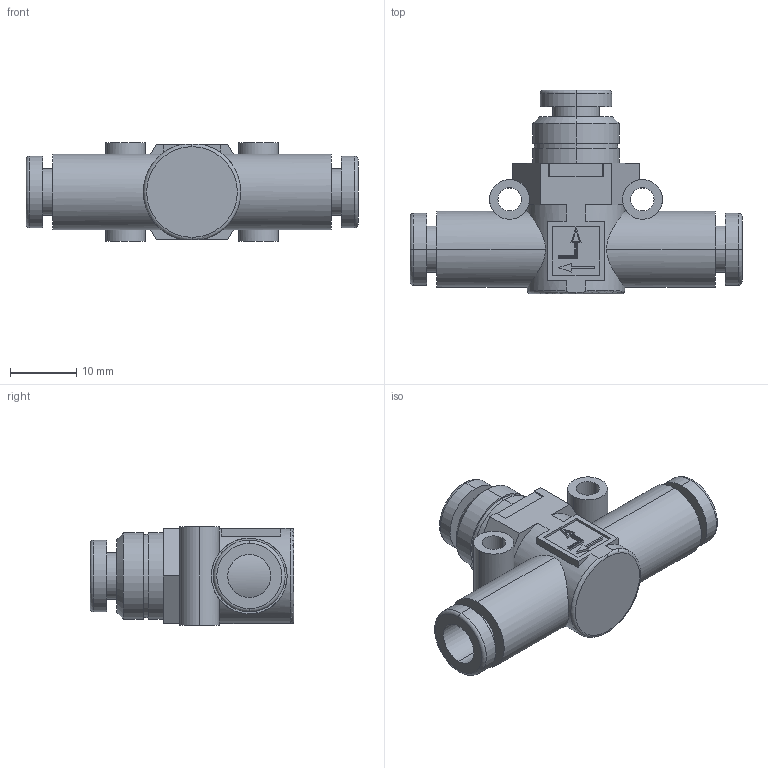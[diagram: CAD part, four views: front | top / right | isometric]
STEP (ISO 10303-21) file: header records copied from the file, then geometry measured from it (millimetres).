
FILE_DESCRIPTION (( 'STEP AP203' ), '1' );
FILE_NAME ('QEU14.step', '2016-02-15T19:54:49', ( '' ), ( '' ), 'SwSTEP 2.0', 'SolidWorks 2015', '' );
FILE_SCHEMA (( 'CONFIG_CONTROL_DESIGN' ));
Length unit declared in the file: millimetre
Products named in the file (1): QEU14
Bounding box: 50 x 30.65 x 14.8 mm (x, y, z)
Volume: 6771.1 mm3; surface area: 6425.8 mm2
Topology: 4 solids, 4 shells, 143 faces, 353 edges, 234 vertices
Faces by surface type: plane 87, cylinder 46, torus 8, cone 2
Entity records: 4818 total; most frequent: CARTESIAN_POINT 1271, DIRECTION 719, ORIENTED_EDGE 706, EDGE_CURVE 353, AXIS2_PLACEMENT_3D 248, VERTEX_POINT 234, LINE 223, VECTOR 223
